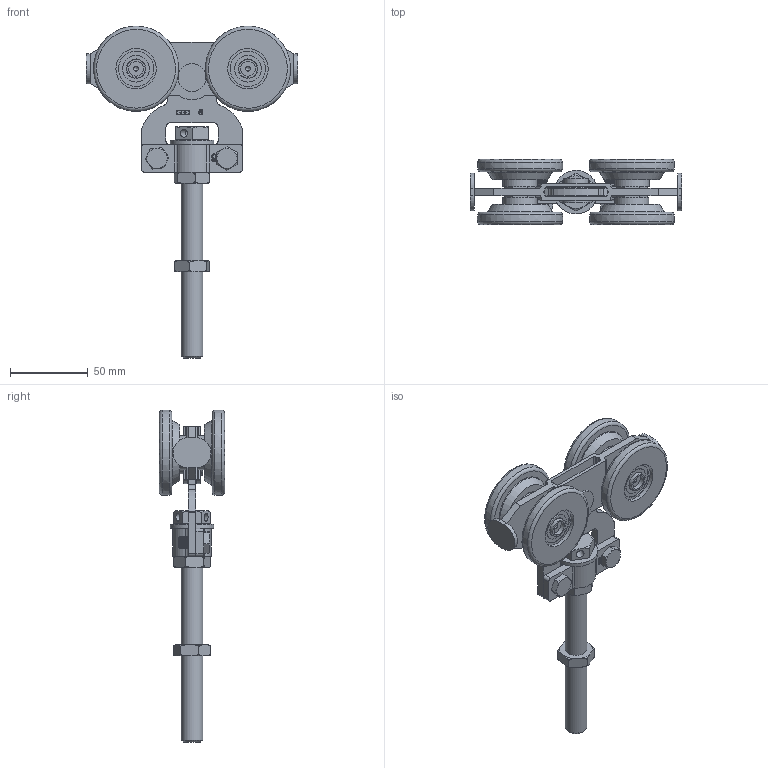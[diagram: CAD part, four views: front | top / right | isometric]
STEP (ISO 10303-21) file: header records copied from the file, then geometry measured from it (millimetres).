
FILE_DESCRIPTION((''),'2;1');
FILE_NAME('2265L.stp','2012-01-04T11:53:23',('Marc'),(''),'Autodesk Inventor 2011','Autodesk Inventor 2011','');
FILE_SCHEMA(('AUTOMOTIVE_DESIGN { 1 0 10303 214 1 1 1 1 }'));
Length unit declared in the file: millimetre
Products named in the file (1): Pièce2
Bounding box: 136 x 42 x 213.69 mm (x, y, z)
Volume: 170159.9 mm3; surface area: 77450.5 mm2
Topology: 4 solids, 80 shells, 665 faces, 1640 edges, 1003 vertices
Faces by surface type: plane 243, cylinder 171, torus 116, sphere 64, bspline 38, cone 33
Full cylindrical faces by diameter (mm): 3 x4, 5.1 x3, 9 x2, 9.5 x4, 11.8 x4, 12 x4, 12.2 x4, 14 x3, 14.2 x1, 15.8 x1, 16.2 x3, 17.216 x16, 18 x1, 19.37 x1, 22 x4, 22.784 x16, 26 x8, 28 x9
Entity records: 22691 total; most frequent: CARTESIAN_POINT 6900, DIRECTION 3280, ORIENTED_EDGE 2936, EDGE_CURVE 1468, AXIS2_PLACEMENT_3D 1392, VERTEX_POINT 964, EDGE_LOOP 902, CIRCLE 764
